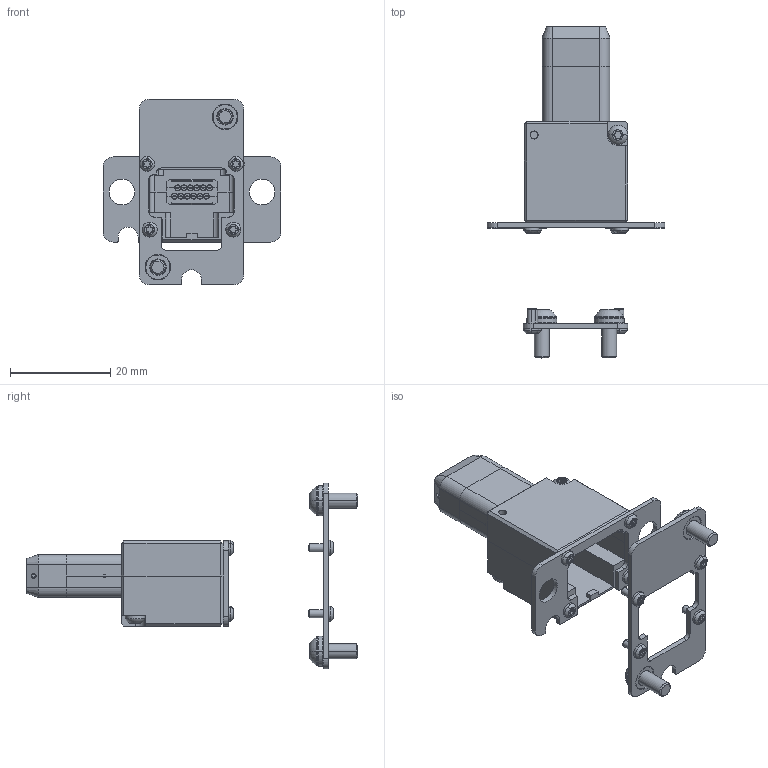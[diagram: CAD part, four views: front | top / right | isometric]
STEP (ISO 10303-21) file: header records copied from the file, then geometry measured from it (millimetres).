
FILE_DESCRIPTION (( 'STEP AP203' ), '1' );
FILE_NAME ('INGUN_113658.STEP', '2023-05-03T08:24:45', ( '' ), ( '' ), 'SwSTEP 2.0', 'SolidWorks 2021', '' );
FILE_SCHEMA (( 'CONFIG_CONTROL_DESIGN' ));
Length unit declared in the file: millimetre
Products named in the file (1): INGUN_113658
Bounding box: 35.5 x 66.2 x 37 mm (x, y, z)
Volume: 7514.5 mm3; surface area: 7643.5 mm2
Topology: 15 solids, 19 shells, 957 faces, 2408 edges, 1474 vertices
Faces by surface type: cylinder 473, plane 290, cone 146, torus 24, sphere 24
Entity records: 28553 total; most frequent: DIRECTION 5408, CARTESIAN_POINT 4906, ORIENTED_EDGE 4704, EDGE_CURVE 2352, AXIS2_PLACEMENT_3D 2132, VERTEX_POINT 1474, CIRCLE 1174, LINE 1144
